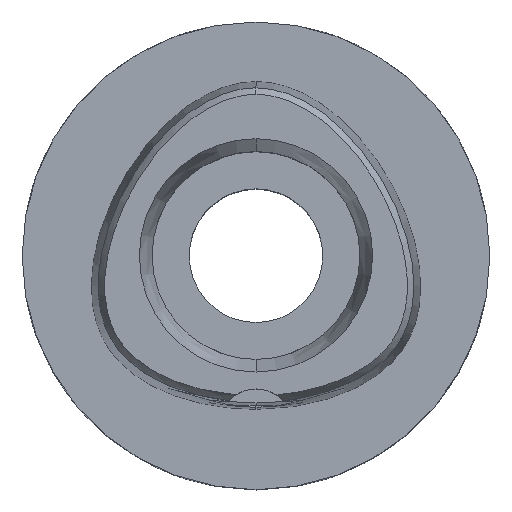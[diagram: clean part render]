
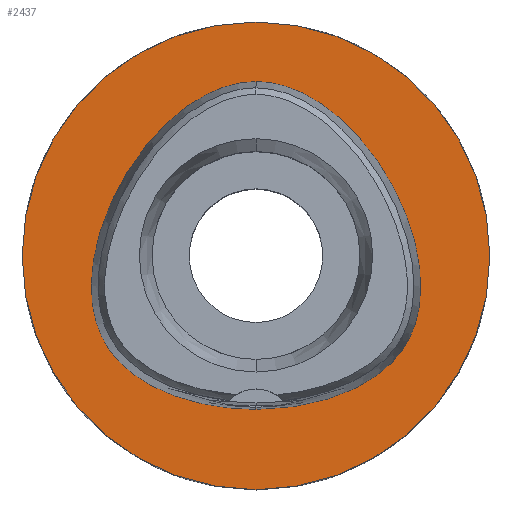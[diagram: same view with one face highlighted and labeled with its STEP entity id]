
A CAD part, top view. The second image highlights one B-rep face of the part: STEP entity #2437.
In plain terms, the highlighted planar face has unit normal (0, 0, 1).
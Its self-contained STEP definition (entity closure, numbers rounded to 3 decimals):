
#311=CARTESIAN_POINT('',(0.,0.,0.));
#312=DIRECTION('',(0.,0.,-1.));
#313=DIRECTION('',(0.,-1.,0.));
#314=AXIS2_PLACEMENT_3D('',#311,#312,#313);
#319=CARTESIAN_POINT('',(0.,0.,0.));
#320=DIRECTION('',(0.,0.,-1.));
#321=DIRECTION('',(0.,1.,0.));
#322=AXIS2_PLACEMENT_3D('',#319,#320,#321);
#327=CARTESIAN_POINT('',(0.,-20.675,0.));
#328=CARTESIAN_POINT('',(0.942,-20.675,0.));
#329=CARTESIAN_POINT('',(2.793,-20.601,
0.));
#330=CARTESIAN_POINT('',(5.508,-20.278,0.));
#331=CARTESIAN_POINT('',(8.042,-19.765,0.));
#332=CARTESIAN_POINT('',(10.347,-19.099,0.));
#333=CARTESIAN_POINT('',(12.396,-18.315,0.));
#334=CARTESIAN_POINT('',(14.187,-17.444,0.));
#335=CARTESIAN_POINT('',(15.732,-16.514,0.));
#336=CARTESIAN_POINT('',(17.053,-15.542,0.));
#337=CARTESIAN_POINT('',(18.174,-14.539,0.));
#338=CARTESIAN_POINT('',(19.119,-13.51,0.));
#339=CARTESIAN_POINT('',(19.901,-12.465,0.));
#340=CARTESIAN_POINT('',(20.553,-11.38,0.));
#341=CARTESIAN_POINT('',(21.1,-10.213,0.));
#342=CARTESIAN_POINT('',(21.551,-8.925,0.));
#343=CARTESIAN_POINT('',(21.897,-7.502,0.));
#344=CARTESIAN_POINT('',(22.123,-5.926,0.));
#345=CARTESIAN_POINT('',(22.208,-4.181,0.));
#346=CARTESIAN_POINT('',(22.127,-2.255,0.));
#347=CARTESIAN_POINT('',(21.852,-0.147,0.));
#348=CARTESIAN_POINT('',(21.355,2.133,0.));
#349=CARTESIAN_POINT('',(20.614,4.551,0.));
#350=CARTESIAN_POINT('',(19.621,7.05,0.));
#351=CARTESIAN_POINT('',(18.389,9.55,0.));
#352=CARTESIAN_POINT('',(16.951,11.964,0.));
#353=CARTESIAN_POINT('',(15.354,14.217,0.));
#354=CARTESIAN_POINT('',(13.661,16.242,0.));
#355=CARTESIAN_POINT('',(11.932,17.997,0.));
#356=CARTESIAN_POINT('',(10.215,19.471,0.));
#357=CARTESIAN_POINT('',(8.546,20.671,0.));
#358=CARTESIAN_POINT('',(6.944,21.621,0.));
#359=CARTESIAN_POINT('',(5.416,22.346,0.));
#360=CARTESIAN_POINT('',(3.964,22.874,0.));
#361=CARTESIAN_POINT('',(2.581,23.23,0.));
#362=CARTESIAN_POINT('',(1.262,23.432,
0.));
#363=CARTESIAN_POINT('',(0.415,23.475,
0.));
#364=CARTESIAN_POINT('',(0.,23.475,
0.));
#369=CARTESIAN_POINT('',(0.,23.475,
0.));
#370=CARTESIAN_POINT('',(-0.415,23.475,
0.));
#371=CARTESIAN_POINT('',(-1.262,23.432,
0.));
#372=CARTESIAN_POINT('',(-2.581,23.23,0.));
#373=CARTESIAN_POINT('',(-3.964,22.874,0.));
#374=CARTESIAN_POINT('',(-5.417,22.346,0.));
#375=CARTESIAN_POINT('',(-6.944,21.62,0.));
#376=CARTESIAN_POINT('',(-8.547,20.671,0.));
#377=CARTESIAN_POINT('',(-10.217,19.47,0.));
#378=CARTESIAN_POINT('',(-11.934,17.996,0.));
#379=CARTESIAN_POINT('',(-13.663,16.24,0.));
#380=CARTESIAN_POINT('',(-15.356,14.214,0.));
#381=CARTESIAN_POINT('',(-16.953,11.961,0.));
#382=CARTESIAN_POINT('',(-18.39,9.547,0.));
#383=CARTESIAN_POINT('',(-19.622,7.047,0.));
#384=CARTESIAN_POINT('',(-20.615,4.548,0.));
#385=CARTESIAN_POINT('',(-21.356,2.131,0.));
#386=CARTESIAN_POINT('',(-21.853,-0.148,0.));
#387=CARTESIAN_POINT('',(-22.127,-2.256,0.));
#388=CARTESIAN_POINT('',(-22.208,-4.181,0.));
#389=CARTESIAN_POINT('',(-22.123,-5.926,0.));
#390=CARTESIAN_POINT('',(-21.897,-7.502,0.));
#391=CARTESIAN_POINT('',(-21.551,-8.925,0.));
#392=CARTESIAN_POINT('',(-21.099,-10.215,0.));
#393=CARTESIAN_POINT('',(-20.553,-11.38,0.));
#394=CARTESIAN_POINT('',(-19.903,-12.462,0.));
#395=CARTESIAN_POINT('',(-19.121,-13.507,0.));
#396=CARTESIAN_POINT('',(-18.176,-14.537,0.));
#397=CARTESIAN_POINT('',(-17.056,-15.539,0.));
#398=CARTESIAN_POINT('',(-15.736,-16.512,0.));
#399=CARTESIAN_POINT('',(-14.191,-17.442,0.));
#400=CARTESIAN_POINT('',(-12.4,-18.313,0.));
#401=CARTESIAN_POINT('',(-10.35,-19.098,0.));
#402=CARTESIAN_POINT('',(-8.044,-19.765,0.));
#403=CARTESIAN_POINT('',(-5.51,-20.277,0.));
#404=CARTESIAN_POINT('',(-2.794,-20.601,
0.));
#405=CARTESIAN_POINT('',(-0.943,-20.675,0.));
#406=CARTESIAN_POINT('',(0.,-20.675,0.));
#1585=VERTEX_POINT('',#369);
#1586=VERTEX_POINT('',#406);
#1591=CARTESIAN_POINT('',(0.,-31.5,0.));
#1592=CARTESIAN_POINT('',(0.,31.5,0.));
#1593=VERTEX_POINT('',#1591);
#1594=VERTEX_POINT('',#1592);
#2421=CARTESIAN_POINT('',(0.,0.,0.));
#2422=DIRECTION('',(0.,0.,-1.));
#2423=DIRECTION('',(0.,-1.,0.));
#2424=AXIS2_PLACEMENT_3D('',#2421,#2422,#2423);
#2425=PLANE('',#2424);
#2427=ORIENTED_EDGE('',*,*,#2426,.T.);
#2429=ORIENTED_EDGE('',*,*,#2428,.T.);
#2430=EDGE_LOOP('',(#2427,#2429));
#2431=FACE_OUTER_BOUND('',#2430,.F.);
#2433=ORIENTED_EDGE('',*,*,#2432,.T.);
#2434=ORIENTED_EDGE('',*,*,#2404,.T.);
#2435=EDGE_LOOP('',(#2433,#2434));
#2436=FACE_BOUND('',#2435,.F.);
#315=CIRCLE('',#314,31.5);
#323=CIRCLE('',#322,31.5);
#365=B_SPLINE_CURVE_WITH_KNOTS('',3,(#327,#328,#329,#330,#331,#332,#333,#334,
#335,#336,#337,#338,#339,#340,#341,#342,#343,#344,#345,#346,#347,#348,#349,#350,
#351,#352,#353,#354,#355,#356,#357,#358,#359,#360,#361,#362,#363,#364),
.UNSPECIFIED.,.F.,.F.,(4,1,1,1,1,1,1,1,1,1,1,1,1,1,1,1,1,1,1,1,1,1,1,1,1,1,1,1,
1,1,1,1,1,1,1,4),(0.,0.029,0.057,0.086,
0.114,0.143,0.171,0.2,0.229,
0.257,0.286,0.314,0.343,
0.371,0.4,0.429,0.457,0.486,
0.514,0.543,0.571,0.6,0.629,
0.657,0.686,0.714,0.743,
0.771,0.8,0.829,0.857,0.886,
0.914,0.943,0.971,1.),.UNSPECIFIED.);
#407=B_SPLINE_CURVE_WITH_KNOTS('',3,(#369,#370,#371,#372,#373,#374,#375,#376,
#377,#378,#379,#380,#381,#382,#383,#384,#385,#386,#387,#388,#389,#390,#391,#392,
#393,#394,#395,#396,#397,#398,#399,#400,#401,#402,#403,#404,#405,#406),
.UNSPECIFIED.,.F.,.F.,(4,1,1,1,1,1,1,1,1,1,1,1,1,1,1,1,1,1,1,1,1,1,1,1,1,1,1,1,
1,1,1,1,1,1,1,4),(0.,0.029,0.057,0.086,
0.114,0.143,0.171,0.2,0.229,
0.257,0.286,0.314,0.343,
0.371,0.4,0.429,0.457,0.486,
0.514,0.543,0.571,0.6,0.629,
0.657,0.686,0.714,0.743,
0.771,0.8,0.829,0.857,0.886,
0.914,0.943,0.971,1.),.UNSPECIFIED.);
#2404=EDGE_CURVE('',#1585,#1586,#407,.T.);
#2426=EDGE_CURVE('',#1593,#1594,#315,.T.);
#2428=EDGE_CURVE('',#1594,#1593,#323,.T.);
#2432=EDGE_CURVE('',#1586,#1585,#365,.T.);
#2437=ADVANCED_FACE('',(#2431,#2436),#2425,.F.);
